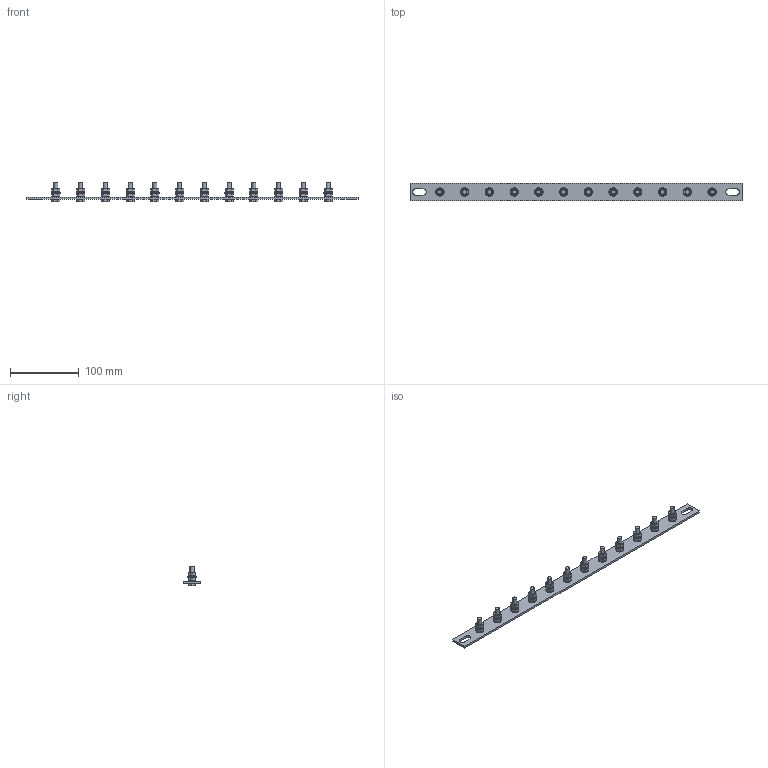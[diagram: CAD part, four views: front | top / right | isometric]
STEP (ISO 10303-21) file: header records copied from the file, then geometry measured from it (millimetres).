
FILE_DESCRIPTION (( 'STEP AP203' ), '1' );
FILE_NAME ('ÊÈÂÀ 218.00.09 Øèíà â ñáîðå_ER-12-325-M1.STEP', '2023-06-21T11:54:45', ( '' ), ( '' ), 'SwSTEP 2.0', 'SolidWorks 2022', '' );
FILE_SCHEMA (( 'CONFIG_CONTROL_DESIGN' ));
Length unit declared in the file: millimetre
Products named in the file (6): Шайба м6; ШАЙБА СТОПОРНАЯ М4 С НАРУЖНЫМИ ЗУБЬЯМИ DIN 6798A; Шина ITK 19д; Гайка м6; КИВА 218.00.09 Шина в сборе_ER-12-325-M1; Болт ГОСТ 7798 (полный)_M6x25 (шаг крупный)
Assembly tree (73 placements, depth 2):
  КИВА 218.00.09 Шина в сборе_ER-12-325-M1
    Шина ITK 19д
    Болт ГОСТ 7798 (полный)_M6x25 (шаг крупный)  x12
    ШАЙБА СТОПОРНАЯ М4 С НАРУЖНЫМИ ЗУБЬЯМИ DIN 6798A  x24
    Гайка м6  x24
    Шайба м6  x12
Bounding box: 483 x 25 x 29 mm (x, y, z)
Volume: 55865.8 mm3; surface area: 52138.4 mm2
Topology: 73 solids, 73 shells, 2620 faces, 7242 edges, 4780 vertices
Faces by surface type: plane 1534, cylinder 846, cone 192, bspline 48
Entity records: 8551 total; most frequent: CARTESIAN_POINT 1905, DIRECTION 923, ORIENTED_EDGE 866, EDGE_CURVE 433, AXIS2_PLACEMENT_3D 364, VERTEX_POINT 286, VECTOR 195, LINE 195
